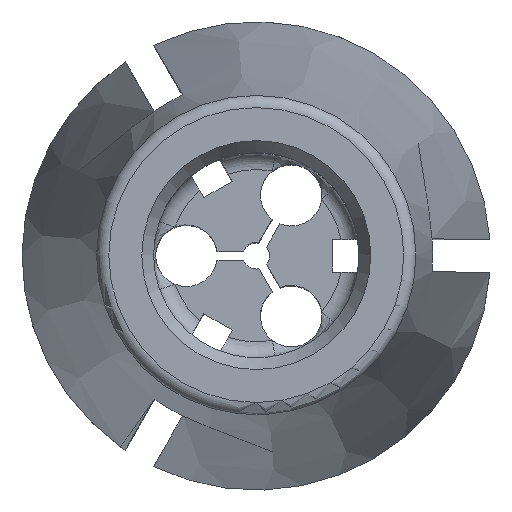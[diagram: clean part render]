
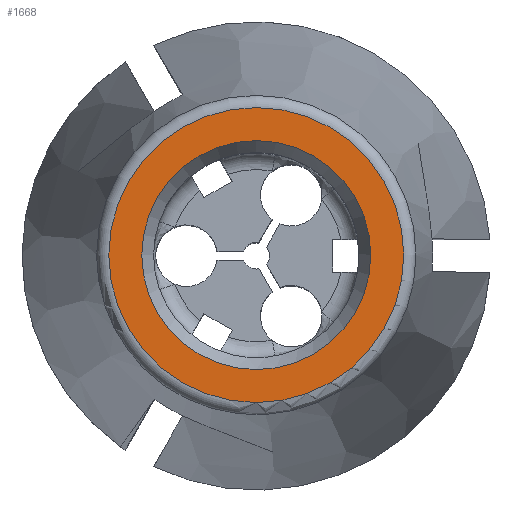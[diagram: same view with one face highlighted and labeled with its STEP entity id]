
A CAD part, top view. The second image highlights one B-rep face of the part: STEP entity #1668.
In plain terms, the highlighted planar face has unit normal (0, 0, 1).
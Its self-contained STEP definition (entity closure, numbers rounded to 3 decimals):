
#210=PLANE('',#1822);
#306=CIRCLE('',#1823,2.789);
#307=CIRCLE('',#1824,3.592);
#507=ORIENTED_EDGE('',*,*,#1015,.T.);
#508=ORIENTED_EDGE('',*,*,#1016,.T.);
#1015=EDGE_CURVE('',#1255,#1255,#306,.T.);
#1016=EDGE_CURVE('',#1256,#1256,#307,.F.);
#1255=VERTEX_POINT('',#2779);
#1256=VERTEX_POINT('',#2781);
#1459=EDGE_LOOP('',(#507));
#1460=EDGE_LOOP('',(#508));
#1555=FACE_BOUND('',#1459,.T.);
#1556=FACE_BOUND('',#1460,.T.);
#1668=ADVANCED_FACE('',(#1555,#1556),#210,.F.);
#1822=AXIS2_PLACEMENT_3D('',#2777,#2123,#2124);
#1823=AXIS2_PLACEMENT_3D('',#2778,#2125,#2126);
#1824=AXIS2_PLACEMENT_3D('',#2780,#2127,#2128);
#2123=DIRECTION('',(0.,0.,-1.));
#2124=DIRECTION('',(-1.,0.,0.));
#2125=DIRECTION('',(0.,0.,-1.));
#2126=DIRECTION('',(-1.,0.,0.));
#2127=DIRECTION('',(0.,0.,-1.));
#2128=DIRECTION('',(-1.,0.,0.));
#2777=CARTESIAN_POINT('',(3.853,0.,18.));
#2778=CARTESIAN_POINT('',(0.,0.,18.));
#2779=CARTESIAN_POINT('',(-2.789,0.,18.));
#2780=CARTESIAN_POINT('',(0.,0.,18.));
#2781=CARTESIAN_POINT('',(-3.592,0.,18.));
